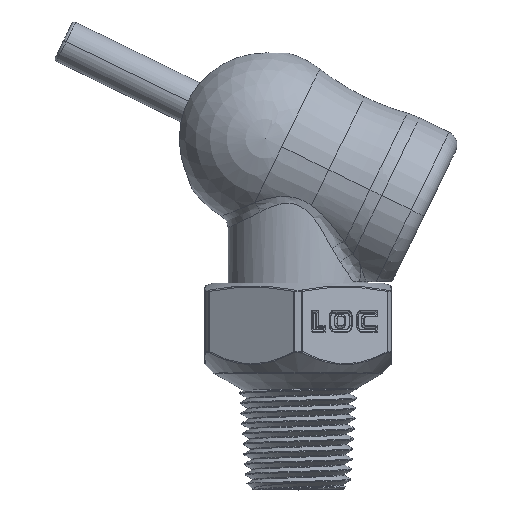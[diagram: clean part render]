
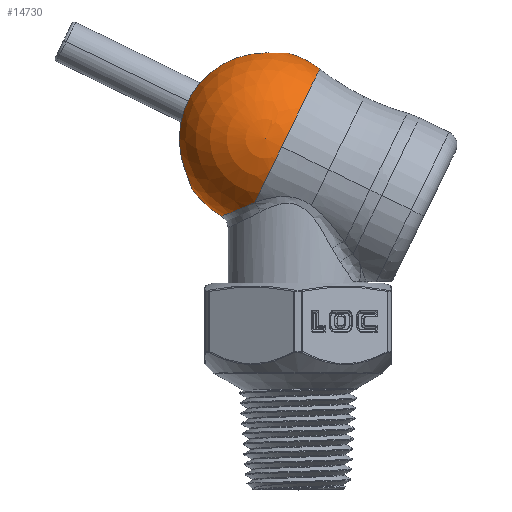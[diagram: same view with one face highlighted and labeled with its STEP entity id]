
A CAD part, top view. The second image highlights one B-rep face of the part: STEP entity #14730.
In plain terms, the highlighted spherical face has radius 8.039 mm.
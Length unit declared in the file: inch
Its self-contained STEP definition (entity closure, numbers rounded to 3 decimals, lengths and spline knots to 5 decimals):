
#2071 = AXIS2_PLACEMENT_3D ( 'NONE', #29796, #29795, #29794 ) ;
#2073 = AXIS2_PLACEMENT_3D ( 'NONE', #29756, #29754, #29753 ) ;
#2083 = AXIS2_PLACEMENT_3D ( 'NONE', #6456, #6454, #6452 ) ;
#2087 = AXIS2_PLACEMENT_3D ( 'NONE', #6419, #6417, #6415 ) ;
#3007 = CIRCLE ( 'NONE', #5779, 0.30622 ) ;
#3071 = CIRCLE ( 'NONE', #2071, 0.3165 ) ;
#3074 = CIRCLE ( 'NONE', #2073, 0.3165 ) ;
#5392 = EDGE_CURVE ( 'NONE', #24841, #24892, #20117, .T. ) ;
#5393 = EDGE_CURVE ( 'NONE', #24841, #24842, #3007, .T. ) ;
#5394 = EDGE_CURVE ( 'NONE', #24889, #24842, #20119, .T. ) ;
#5395 = EDGE_CURVE ( 'NONE', #24901, #24933, #20121, .T. ) ;
#5445 = EDGE_CURVE ( 'NONE', #25046, #24889, #3071, .T. ) ;
#5449 = EDGE_CURVE ( 'NONE', #24901, #24892, #3074, .T. ) ;
#5475 = EDGE_CURVE ( 'NONE', #24852, #25046, #15170, .T. ) ;
#5479 = EDGE_CURVE ( 'NONE', #24933, #24852, #15171, .T. ) ;
#5779 = AXIS2_PLACEMENT_3D ( 'NONE', #29739, #29732, #29731 ) ;
#6415 = DIRECTION ( 'NONE',  ( 0., 0., 1. ) ) ;
#6417 = DIRECTION ( 'NONE',  ( -1., 0., 0. ) ) ;
#6419 = CARTESIAN_POINT ( 'NONE',  ( 0.06587, 0., 0. ) ) ;
#6452 = DIRECTION ( 'NONE',  ( 0., 0., 1. ) ) ;
#6454 = DIRECTION ( 'NONE',  ( -1., 0., 0. ) ) ;
#6456 = CARTESIAN_POINT ( 'NONE',  ( 0.06587, 0., 0. ) ) ;
#12755 = DIRECTION ( 'NONE',  ( 0., 0., -1. ) ) ;
#12756 = CARTESIAN_POINT ( 'NONE',  ( 0., 0., 0. ) ) ;
#12758 = DIRECTION ( 'NONE',  ( 0., 1., 0. ) ) ;
#14730 = ADVANCED_FACE ( 'NONE', ( #22725 ), #22726, .T. ) ;
#15170 = CIRCLE ( 'NONE', #2083, 0.30957 ) ;
#15171 = CIRCLE ( 'NONE', #2087, 0.30957 ) ;
#17663 = CARTESIAN_POINT ( 'NONE',  ( 0.06587, 0.30957, 0. ) ) ;
#19496 = AXIS2_PLACEMENT_3D ( 'NONE', #12756, #12755, #12758 ) ;
#20117 = B_SPLINE_CURVE_WITH_KNOTS ( 'NONE', 3,
 ( #29909, #29944, #29932, #29822, #29817, #29811, #29807, #29805, #29803, #29801, #29800, #29793, #29792, #29775 ),
 .UNSPECIFIED., .F., .F.,
 ( 4, 2, 2, 2, 2, 2, 4 ),
 ( 0., 0.0004, 0.00079, 0.00119, 0.00159, 0.00238, 0.00317 ),
 .UNSPECIFIED. ) ;
#20119 = B_SPLINE_CURVE_WITH_KNOTS ( 'NONE', 3,
 ( #29725, #29755, #29717, #29719, #29693, #29695, #29687, #29686, #29674, #29667, #30190, #30180, #30179, #30178 ),
 .UNSPECIFIED., .F., .F.,
 ( 4, 2, 2, 2, 2, 2, 4 ),
 ( 0., 0.0004, 0.00079, 0.00119, 0.00159, 0.00238, 0.00317 ),
 .UNSPECIFIED. ) ;
#20121 = B_SPLINE_CURVE_WITH_KNOTS ( 'NONE', 3,
 ( #30169, #29769, #29927, #30161, #30157, #30153, #30152, #30151, #30150, #30146, #30145, #30144, #30143, #30137 ),
 .UNSPECIFIED., .F., .F.,
 ( 4, 2, 2, 2, 2, 2, 4 ),
 ( 0.00664, 0.0083, 0.00913, 0.00996, 0.01162, 0.01245, 0.01328 ),
 .UNSPECIFIED. ) ;
#21952 = EDGE_LOOP ( 'NONE', ( #25279, #25278, #25277, #25276, #25275, #25274, #25273, #25272 ) ) ;
#22725 = FACE_OUTER_BOUND ( 'NONE', #21952, .T. ) ;
#22726 = SPHERICAL_SURFACE ( 'NONE', #19496, 0.3165 ) ;
#24841 = VERTEX_POINT ( 'NONE', #26272 ) ;
#24842 = VERTEX_POINT ( 'NONE', #26273 ) ;
#24852 = VERTEX_POINT ( 'NONE', #26283 ) ;
#24889 = VERTEX_POINT ( 'NONE', #26320 ) ;
#24892 = VERTEX_POINT ( 'NONE', #26323 ) ;
#24901 = VERTEX_POINT ( 'NONE', #26332 ) ;
#24933 = VERTEX_POINT ( 'NONE', #26364 ) ;
#25046 = VERTEX_POINT ( 'NONE', #17663 ) ;
#25272 = ORIENTED_EDGE ( 'NONE', *, *, #5392, .T. ) ;
#25273 = ORIENTED_EDGE ( 'NONE', *, *, #5393, .F. ) ;
#25274 = ORIENTED_EDGE ( 'NONE', *, *, #5394, .T. ) ;
#25275 = ORIENTED_EDGE ( 'NONE', *, *, #5445, .T. ) ;
#25276 = ORIENTED_EDGE ( 'NONE', *, *, #5475, .T. ) ;
#25277 = ORIENTED_EDGE ( 'NONE', *, *, #5479, .T. ) ;
#25278 = ORIENTED_EDGE ( 'NONE', *, *, #5395, .T. ) ;
#25279 = ORIENTED_EDGE ( 'NONE', *, *, #5449, .F. ) ;
#26272 = CARTESIAN_POINT ( 'NONE',  ( -0.21236, -0.22063, 0.08 ) ) ;
#26273 = CARTESIAN_POINT ( 'NONE',  ( -0.13379, 0.27545, 0.08 ) ) ;
#26283 = CARTESIAN_POINT ( 'NONE',  ( 0.06587, 0., 0.30957 ) ) ;
#26320 = CARTESIAN_POINT ( 'NONE',  ( -0.06183, 0.3104, 0. ) ) ;
#26323 = CARTESIAN_POINT ( 'NONE',  ( -0.15472, -0.2761, 0. ) ) ;
#26332 = CARTESIAN_POINT ( 'NONE',  ( -0.01876, -0.31594, 0. ) ) ;
#26364 = CARTESIAN_POINT ( 'NONE',  ( 0.06587, -0.22126, 0.21651 ) ) ;
#29667 = CARTESIAN_POINT ( 'NONE',  ( -0.08952, 0.29695, 0.06393 ) ) ;
#29674 = CARTESIAN_POINT ( 'NONE',  ( -0.07957, 0.30178, 0.05286 ) ) ;
#29686 = CARTESIAN_POINT ( 'NONE',  ( -0.07653, 0.30326, 0.04874 ) ) ;
#29687 = CARTESIAN_POINT ( 'NONE',  ( -0.07132, 0.30579, 0.04005 ) ) ;
#29693 = CARTESIAN_POINT ( 'NONE',  ( -0.0655, 0.30862, 0.02577 ) ) ;
#29695 = CARTESIAN_POINT ( 'NONE',  ( -0.06911, 0.30687, 0.03546 ) ) ;
#29717 = CARTESIAN_POINT ( 'NONE',  ( -0.06229, 0.31018, 0.01048 ) ) ;
#29719 = CARTESIAN_POINT ( 'NONE',  ( -0.06412, 0.30929, 0.02069 ) ) ;
#29725 = CARTESIAN_POINT ( 'NONE',  ( -0.06183, 0.3104, 0. ) ) ;
#29731 = DIRECTION ( 'NONE',  ( 1., 0., 0. ) ) ;
#29732 = DIRECTION ( 'NONE',  ( 0., 0., -1. ) ) ;
#29739 = CARTESIAN_POINT ( 'NONE',  ( 0., 0., 0.08 ) ) ;
#29753 = DIRECTION ( 'NONE',  ( 0., 1., 0. ) ) ;
#29754 = DIRECTION ( 'NONE',  ( 0., 0., -1. ) ) ;
#29755 = CARTESIAN_POINT ( 'NONE',  ( -0.06183, 0.3104, 0.00528 ) ) ;
#29756 = CARTESIAN_POINT ( 'NONE',  ( 0., 0., 0. ) ) ;
#29769 = CARTESIAN_POINT ( 'NONE',  ( -0.01876, -0.31594, 0.02207 ) ) ;
#29775 = CARTESIAN_POINT ( 'NONE',  ( -0.15472, -0.2761, 0. ) ) ;
#29792 = CARTESIAN_POINT ( 'NONE',  ( -0.15472, -0.2761, 0.01056 ) ) ;
#29793 = CARTESIAN_POINT ( 'NONE',  ( -0.15625, -0.27463, 0.02106 ) ) ;
#29794 = DIRECTION ( 'NONE',  ( 1., 0., 0. ) ) ;
#29795 = DIRECTION ( 'NONE',  ( 0., 0., 1. ) ) ;
#29796 = CARTESIAN_POINT ( 'NONE',  ( 0., 0., 0. ) ) ;
#29800 = CARTESIAN_POINT ( 'NONE',  ( -0.16201, -0.26909, 0.0403 ) ) ;
#29801 = CARTESIAN_POINT ( 'NONE',  ( -0.1663, -0.26496, 0.04921 ) ) ;
#29803 = CARTESIAN_POINT ( 'NONE',  ( -0.17428, -0.25728, 0.06028 ) ) ;
#29805 = CARTESIAN_POINT ( 'NONE',  ( -0.17724, -0.25443, 0.06365 ) ) ;
#29807 = CARTESIAN_POINT ( 'NONE',  ( -0.18351, -0.2484, 0.06945 ) ) ;
#29811 = CARTESIAN_POINT ( 'NONE',  ( -0.18681, -0.24521, 0.0719 ) ) ;
#29817 = CARTESIAN_POINT ( 'NONE',  ( -0.19379, -0.2385, 0.07592 ) ) ;
#29822 = CARTESIAN_POINT ( 'NONE',  ( -0.19745, -0.23498, 0.07745 ) ) ;
#29909 = CARTESIAN_POINT ( 'NONE',  ( -0.21236, -0.22063, 0.08 ) ) ;
#29927 = CARTESIAN_POINT ( 'NONE',  ( -0.01671, -0.31379, 0.04365 ) ) ;
#29932 = CARTESIAN_POINT ( 'NONE',  ( -0.20481, -0.22789, 0.07948 ) ) ;
#29944 = CARTESIAN_POINT ( 'NONE',  ( -0.20855, -0.22429, 0.08 ) ) ;
#30137 = CARTESIAN_POINT ( 'NONE',  ( 0.06587, -0.22126, 0.21651 ) ) ;
#30143 = CARTESIAN_POINT ( 'NONE',  ( 0.0598, -0.22856, 0.21089 ) ) ;
#30144 = CARTESIAN_POINT ( 'NONE',  ( 0.05388, -0.23556, 0.2047 ) ) ;
#30145 = CARTESIAN_POINT ( 'NONE',  ( 0.04255, -0.24872, 0.19137 ) ) ;
#30146 = CARTESIAN_POINT ( 'NONE',  ( 0.03714, -0.25491, 0.18421 ) ) ;
#30150 = CARTESIAN_POINT ( 'NONE',  ( 0.0217, -0.27235, 0.16126 ) ) ;
#30151 = CARTESIAN_POINT ( 'NONE',  ( 0.0124, -0.28255, 0.14374 ) ) ;
#30152 = CARTESIAN_POINT ( 'NONE',  ( 0.00108, -0.29483, 0.11562 ) ) ;
#30153 = CARTESIAN_POINT ( 'NONE',  ( -0.00229, -0.29845, 0.1059 ) ) ;
#30157 = CARTESIAN_POINT ( 'NONE',  ( -0.00817, -0.30474, 0.08579 ) ) ;
#30161 = CARTESIAN_POINT ( 'NONE',  ( -0.01069, -0.30742, 0.07531 ) ) ;
#30169 = CARTESIAN_POINT ( 'NONE',  ( -0.01876, -0.31594, 0. ) ) ;
#30178 = CARTESIAN_POINT ( 'NONE',  ( -0.13379, 0.27545, 0.08 ) ) ;
#30179 = CARTESIAN_POINT ( 'NONE',  ( -0.12429, 0.28007, 0.08 ) ) ;
#30180 = CARTESIAN_POINT ( 'NONE',  ( -0.11484, 0.28465, 0.07788 ) ) ;
#30190 = CARTESIAN_POINT ( 'NONE',  ( -0.09754, 0.29306, 0.06989 ) ) ;
